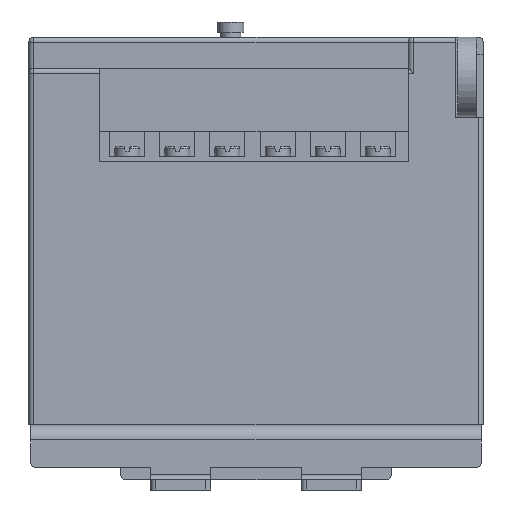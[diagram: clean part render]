
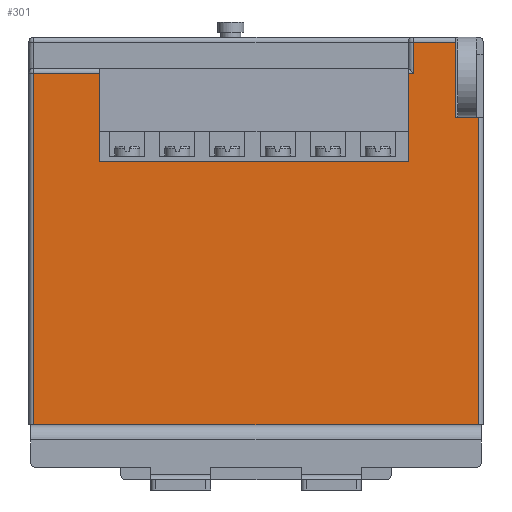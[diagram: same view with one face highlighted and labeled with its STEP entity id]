
A CAD part, front view. The second image highlights one B-rep face of the part: STEP entity #301.
In plain terms, the highlighted planar face has unit normal (0, -1, 0).
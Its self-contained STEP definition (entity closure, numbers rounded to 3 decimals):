
#2 = EDGE_CURVE ( 'NONE', #13431, #9049, #13596, .T. ) ;
#218 = ORIENTED_EDGE ( 'NONE', *, *, #2, .T. ) ;
#301 = ADVANCED_FACE ( 'NONE', ( #1489 ), #9988, .F. ) ;
#339 = ORIENTED_EDGE ( 'NONE', *, *, #11828, .F. ) ;
#454 = EDGE_CURVE ( 'NONE', #14275, #1568, #14698, .T. ) ;
#660 = VECTOR ( 'NONE', #8909, 1000. ) ;
#709 = DIRECTION ( 'NONE',  ( 0., 0., 1. ) ) ;
#786 = DIRECTION ( 'NONE',  ( -1., 0., 0. ) ) ;
#996 = CARTESIAN_POINT ( 'NONE',  ( 85.2, -59., 22.75 ) ) ;
#1083 = LINE ( 'NONE', #5677, #13223 ) ;
#1436 = VERTEX_POINT ( 'NONE', #5083 ) ;
#1489 = FACE_OUTER_BOUND ( 'NONE', #1833, .T. ) ;
#1568 = VERTEX_POINT ( 'NONE', #2010 ) ;
#1833 = EDGE_LOOP ( 'NONE', ( #7301, #5815, #2313, #218, #10674, #8646, #4951, #339, #8295, #10414, #14103, #12998 ) ) ;
#1927 = VERTEX_POINT ( 'NONE', #3707 ) ;
#2010 = CARTESIAN_POINT ( 'NONE',  ( 89.8, -59., 22.75 ) ) ;
#2023 = VERTEX_POINT ( 'NONE', #14059 ) ;
#2241 = EDGE_CURVE ( 'NONE', #9730, #1568, #4455, .T. ) ;
#2285 = EDGE_CURVE ( 'NONE', #9730, #9207, #7961, .T. ) ;
#2313 = ORIENTED_EDGE ( 'NONE', *, *, #2833, .T. ) ;
#2615 = DIRECTION ( 'NONE',  ( 0., 0., -1. ) ) ;
#2772 = VECTOR ( 'NONE', #6304, 1000. ) ;
#2833 = EDGE_CURVE ( 'NONE', #14275, #13431, #6176, .T. ) ;
#3166 = CARTESIAN_POINT ( 'NONE',  ( 76.8, -59., 37.75 ) ) ;
#3542 = EDGE_CURVE ( 'NONE', #2023, #9207, #12193, .T. ) ;
#3703 = CARTESIAN_POINT ( 'NONE',  ( 1., -59., -38.75 ) ) ;
#3707 = CARTESIAN_POINT ( 'NONE',  ( 14.2, -59., 31.55 ) ) ;
#3878 = VECTOR ( 'NONE', #13107, 1000. ) ;
#4442 = CARTESIAN_POINT ( 'NONE',  ( 75.8, -59., 20.05 ) ) ;
#4455 = LINE ( 'NONE', #5454, #14106 ) ;
#4951 = ORIENTED_EDGE ( 'NONE', *, *, #5041, .F. ) ;
#4959 = CARTESIAN_POINT ( 'NONE',  ( 76.8, -59., 31.55 ) ) ;
#4978 = CARTESIAN_POINT ( 'NONE',  ( 85.2, -59., 22.75 ) ) ;
#5041 = EDGE_CURVE ( 'NONE', #5597, #7976, #14638, .T. ) ;
#5083 = CARTESIAN_POINT ( 'NONE',  ( 14.2, -59., 13.85 ) ) ;
#5316 = DIRECTION ( 'NONE',  ( -1., 0., 0. ) ) ;
#5454 = CARTESIAN_POINT ( 'NONE',  ( 89.8, -59., 38.75 ) ) ;
#5597 = VERTEX_POINT ( 'NONE', #14099 ) ;
#5677 = CARTESIAN_POINT ( 'NONE',  ( 90.8, -59., 31.55 ) ) ;
#5815 = ORIENTED_EDGE ( 'NONE', *, *, #454, .F. ) ;
#6176 = LINE ( 'NONE', #10812, #11454 ) ;
#6220 = DIRECTION ( 'NONE',  ( 0., 0., 1. ) ) ;
#6262 = LINE ( 'NONE', #13034, #3878 ) ;
#6304 = DIRECTION ( 'NONE',  ( 0., 0., -1. ) ) ;
#6512 = VECTOR ( 'NONE', #12867, 1000. ) ;
#6744 = CARTESIAN_POINT ( 'NONE',  ( 90.8, -59., 37.75 ) ) ;
#6807 = EDGE_CURVE ( 'NONE', #12211, #7976, #6262, .T. ) ;
#7301 = ORIENTED_EDGE ( 'NONE', *, *, #2241, .T. ) ;
#7326 = DIRECTION ( 'NONE',  ( 1., 0., 0. ) ) ;
#7397 = LINE ( 'NONE', #10967, #12589 ) ;
#7737 = VECTOR ( 'NONE', #5316, 1000. ) ;
#7961 = LINE ( 'NONE', #13509, #10463 ) ;
#7976 = VERTEX_POINT ( 'NONE', #12663 ) ;
#8013 = EDGE_CURVE ( 'NONE', #1927, #2023, #1083, .T. ) ;
#8088 = CARTESIAN_POINT ( 'NONE',  ( 14.2, -59., 20.05 ) ) ;
#8254 = DIRECTION ( 'NONE',  ( -1., 0., 0. ) ) ;
#8291 = VECTOR ( 'NONE', #9079, 1000. ) ;
#8295 = ORIENTED_EDGE ( 'NONE', *, *, #11741, .F. ) ;
#8456 = AXIS2_PLACEMENT_3D ( 'NONE', #10781, #11830, #6220 ) ;
#8646 = ORIENTED_EDGE ( 'NONE', *, *, #6807, .T. ) ;
#8909 = DIRECTION ( 'NONE',  ( 1., 0., 0. ) ) ;
#9049 = VERTEX_POINT ( 'NONE', #3166 ) ;
#9079 = DIRECTION ( 'NONE',  ( 0., 0., 1. ) ) ;
#9207 = VERTEX_POINT ( 'NONE', #3703 ) ;
#9491 = EDGE_CURVE ( 'NONE', #9049, #12211, #12006, .T. ) ;
#9730 = VERTEX_POINT ( 'NONE', #13985 ) ;
#9988 = PLANE ( 'NONE',  #8456 ) ;
#10414 = ORIENTED_EDGE ( 'NONE', *, *, #8013, .T. ) ;
#10463 = VECTOR ( 'NONE', #786, 1000. ) ;
#10671 = LINE ( 'NONE', #8088, #6512 ) ;
#10674 = ORIENTED_EDGE ( 'NONE', *, *, #9491, .T. ) ;
#10781 = CARTESIAN_POINT ( 'NONE',  ( 90.8, -59., 38.75 ) ) ;
#10812 = CARTESIAN_POINT ( 'NONE',  ( 85.2, -59., 22.75 ) ) ;
#10967 = CARTESIAN_POINT ( 'NONE',  ( 14.2, -59., 13.85 ) ) ;
#11057 = CARTESIAN_POINT ( 'NONE',  ( 1., -59., -38.75 ) ) ;
#11454 = VECTOR ( 'NONE', #14594, 1000. ) ;
#11472 = VECTOR ( 'NONE', #2615, 1000. ) ;
#11741 = EDGE_CURVE ( 'NONE', #1927, #1436, #10671, .T. ) ;
#11828 = EDGE_CURVE ( 'NONE', #1436, #5597, #7397, .T. ) ;
#11830 = DIRECTION ( 'NONE',  ( 0., 1., 0. ) ) ;
#12006 = LINE ( 'NONE', #13378, #2772 ) ;
#12193 = LINE ( 'NONE', #11057, #11472 ) ;
#12211 = VERTEX_POINT ( 'NONE', #4959 ) ;
#12589 = VECTOR ( 'NONE', #7326, 1000. ) ;
#12663 = CARTESIAN_POINT ( 'NONE',  ( 75.8, -59., 31.55 ) ) ;
#12867 = DIRECTION ( 'NONE',  ( 0., 0., -1. ) ) ;
#12998 = ORIENTED_EDGE ( 'NONE', *, *, #2285, .F. ) ;
#13034 = CARTESIAN_POINT ( 'NONE',  ( 90.8, -59., 31.55 ) ) ;
#13107 = DIRECTION ( 'NONE',  ( -1., 0., 0. ) ) ;
#13223 = VECTOR ( 'NONE', #8254, 1000. ) ;
#13378 = CARTESIAN_POINT ( 'NONE',  ( 76.8, -59., 38.75 ) ) ;
#13431 = VERTEX_POINT ( 'NONE', #14141 ) ;
#13509 = CARTESIAN_POINT ( 'NONE',  ( 90.8, -59., -38.75 ) ) ;
#13596 = LINE ( 'NONE', #6744, #7737 ) ;
#13985 = CARTESIAN_POINT ( 'NONE',  ( 89.8, -59., -38.75 ) ) ;
#14059 = CARTESIAN_POINT ( 'NONE',  ( 1., -59., 31.55 ) ) ;
#14099 = CARTESIAN_POINT ( 'NONE',  ( 75.8, -59., 13.85 ) ) ;
#14103 = ORIENTED_EDGE ( 'NONE', *, *, #3542, .T. ) ;
#14106 = VECTOR ( 'NONE', #709, 1000. ) ;
#14141 = CARTESIAN_POINT ( 'NONE',  ( 85.2, -59., 37.75 ) ) ;
#14275 = VERTEX_POINT ( 'NONE', #4978 ) ;
#14594 = DIRECTION ( 'NONE',  ( 0., 0., 1. ) ) ;
#14638 = LINE ( 'NONE', #4442, #8291 ) ;
#14698 = LINE ( 'NONE', #996, #660 ) ;
